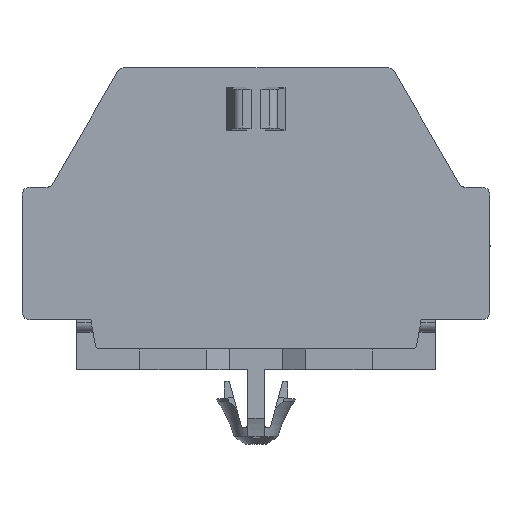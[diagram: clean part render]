
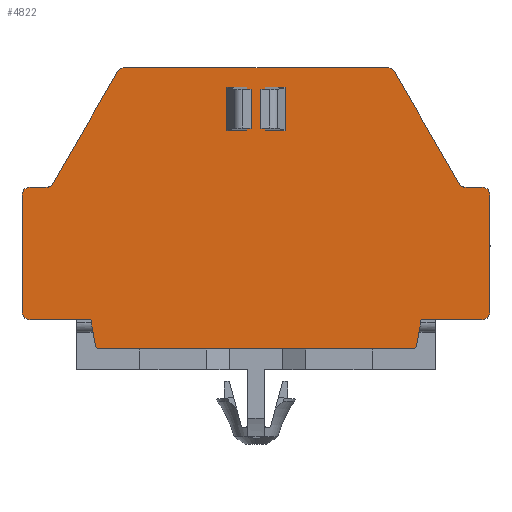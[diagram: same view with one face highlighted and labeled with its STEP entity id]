
A CAD part, top view. The second image highlights one B-rep face of the part: STEP entity #4822.
In plain terms, the highlighted planar face has unit normal (0, 0, 1).
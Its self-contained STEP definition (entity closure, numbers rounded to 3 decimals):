
#645=DIRECTION('',(-0.5,0.866,0.));
#646=VECTOR('',#645,7.852);
#647=CARTESIAN_POINT('',(12.27,11.15,6.));
#648=LINE('',#647,#646);
#665=DIRECTION('',(1.,0.,0.));
#666=VECTOR('',#665,1.2);
#667=CARTESIAN_POINT('',(-1.75,14.4,6.));
#668=LINE('',#667,#666);
#669=DIRECTION('',(-1.,0.,0.));
#670=VECTOR('',#669,1.2);
#671=CARTESIAN_POINT('',(-0.55,17.,6.));
#672=LINE('',#671,#670);
#673=DIRECTION('',(0.,1.,0.));
#674=VECTOR('',#673,2.6);
#675=CARTESIAN_POINT('',(-1.75,14.4,6.));
#676=LINE('',#675,#674);
#677=DIRECTION('',(-1.,0.,0.));
#678=VECTOR('',#677,1.2);
#679=CARTESIAN_POINT('',(1.75,17.,6.));
#680=LINE('',#679,#678);
#681=DIRECTION('',(0.,-1.,0.));
#682=VECTOR('',#681,2.6);
#683=CARTESIAN_POINT('',(0.55,17.,6.));
#684=LINE('',#683,#682);
#685=DIRECTION('',(1.,0.,0.));
#686=VECTOR('',#685,1.2);
#687=CARTESIAN_POINT('',(0.55,14.4,6.));
#688=LINE('',#687,#686);
#689=DIRECTION('',(0.,1.,0.));
#690=VECTOR('',#689,2.6);
#691=CARTESIAN_POINT('',(1.75,14.4,6.));
#692=LINE('',#691,#690);
#693=CARTESIAN_POINT('',(-9.39,1.55,6.));
#694=DIRECTION('',(0.,0.,1.));
#695=DIRECTION('',(-0.985,-0.174,0.));
#696=AXIS2_PLACEMENT_3D('',#693,#694,#695);
#698=DIRECTION('',(0.174,-0.985,0.));
#699=VECTOR('',#698,1.525);
#700=CARTESIAN_POINT('',(-9.95,3.,6.));
#701=LINE('',#700,#699);
#702=DIRECTION('',(1.,0.,0.));
#703=VECTOR('',#702,3.65);
#704=CARTESIAN_POINT('',(-13.6,3.,6.));
#705=LINE('',#704,#703);
#706=CARTESIAN_POINT('',(-13.6,3.5,6.));
#707=DIRECTION('',(0.,0.,1.));
#708=DIRECTION('',(-1.,0.,0.));
#709=AXIS2_PLACEMENT_3D('',#706,#707,#708);
#711=DIRECTION('',(0.,-1.,0.));
#712=VECTOR('',#711,7.);
#713=CARTESIAN_POINT('',(-14.1,10.5,6.));
#714=LINE('',#713,#712);
#715=CARTESIAN_POINT('',(-13.6,10.5,6.));
#716=DIRECTION('',(0.,0.,1.));
#717=DIRECTION('',(0.,1.,0.));
#718=AXIS2_PLACEMENT_3D('',#715,#716,#717);
#720=DIRECTION('',(-1.,0.,0.));
#721=VECTOR('',#720,1.07);
#722=CARTESIAN_POINT('',(-12.53,11.,6.));
#723=LINE('',#722,#721);
#724=CARTESIAN_POINT('',(-12.53,11.3,6.));
#725=DIRECTION('',(0.,0.,-1.));
#726=DIRECTION('',(0.866,-0.5,0.));
#727=AXIS2_PLACEMENT_3D('',#724,#725,#726);
#729=CARTESIAN_POINT('',(-7.911,17.7,6.));
#730=DIRECTION('',(0.,0.,1.));
#731=DIRECTION('',(0.,1.,0.));
#732=AXIS2_PLACEMENT_3D('',#729,#730,#731);
#734=DIRECTION('',(-1.,0.,0.));
#735=VECTOR('',#734,15.823);
#736=CARTESIAN_POINT('',(7.911,18.2,6.));
#737=LINE('',#736,#735);
#738=CARTESIAN_POINT('',(7.911,17.7,6.));
#739=DIRECTION('',(0.,0.,1.));
#740=DIRECTION('',(0.866,0.5,0.));
#741=AXIS2_PLACEMENT_3D('',#738,#739,#740);
#743=CARTESIAN_POINT('',(12.53,11.3,6.));
#744=DIRECTION('',(0.,0.,-1.));
#745=DIRECTION('',(0.,-1.,0.));
#746=AXIS2_PLACEMENT_3D('',#743,#744,#745);
#748=DIRECTION('',(-1.,0.,0.));
#749=VECTOR('',#748,1.07);
#750=CARTESIAN_POINT('',(13.6,11.,6.));
#751=LINE('',#750,#749);
#752=CARTESIAN_POINT('',(13.6,10.5,6.));
#753=DIRECTION('',(0.,0.,1.));
#754=DIRECTION('',(1.,0.,0.));
#755=AXIS2_PLACEMENT_3D('',#752,#753,#754);
#757=DIRECTION('',(0.,1.,0.));
#758=VECTOR('',#757,7.);
#759=CARTESIAN_POINT('',(14.1,3.5,6.));
#760=LINE('',#759,#758);
#761=CARTESIAN_POINT('',(13.6,3.5,6.));
#762=DIRECTION('',(0.,0.,1.));
#763=DIRECTION('',(0.,-1.,0.));
#764=AXIS2_PLACEMENT_3D('',#761,#762,#763);
#766=DIRECTION('',(1.,0.,0.));
#767=VECTOR('',#766,3.65);
#768=CARTESIAN_POINT('',(9.95,3.,6.));
#769=LINE('',#768,#767);
#770=DIRECTION('',(0.174,0.985,0.));
#771=VECTOR('',#770,1.525);
#772=CARTESIAN_POINT('',(9.685,1.498,6.));
#773=LINE('',#772,#771);
#774=CARTESIAN_POINT('',(9.39,1.55,6.));
#775=DIRECTION('',(0.,0.,1.));
#776=DIRECTION('',(0.,-1.,0.));
#777=AXIS2_PLACEMENT_3D('',#774,#775,#776);
#1051=DIRECTION('',(0.,-1.,0.));
#1052=VECTOR('',#1051,2.6);
#1053=CARTESIAN_POINT('',(-0.55,17.,6.));
#1054=LINE('',#1053,#1052);
#1071=DIRECTION('',(1.,0.,0.));
#1072=VECTOR('',#1071,18.779);
#1073=CARTESIAN_POINT('',(-9.39,1.25,6.));
#1074=LINE('',#1073,#1072);
#2727=DIRECTION('',(-0.5,-0.866,0.));
#2728=VECTOR('',#2727,7.852);
#2729=CARTESIAN_POINT('',(-8.344,17.95,6.));
#2730=LINE('',#2729,#2728);
#3069=CARTESIAN_POINT('',(9.39,1.25,6.));
#3070=CARTESIAN_POINT('',(9.685,1.498,6.));
#3071=VERTEX_POINT('',#3069);
#3072=VERTEX_POINT('',#3070);
#3073=CARTESIAN_POINT('',(9.95,3.,6.));
#3074=VERTEX_POINT('',#3073);
#3075=CARTESIAN_POINT('',(13.6,3.,6.));
#3076=VERTEX_POINT('',#3075);
#3077=CARTESIAN_POINT('',(14.1,3.5,6.));
#3078=VERTEX_POINT('',#3077);
#3079=CARTESIAN_POINT('',(14.1,10.5,6.));
#3080=VERTEX_POINT('',#3079);
#3081=CARTESIAN_POINT('',(13.6,11.,6.));
#3082=VERTEX_POINT('',#3081);
#3083=CARTESIAN_POINT('',(12.53,11.,6.));
#3084=VERTEX_POINT('',#3083);
#3085=CARTESIAN_POINT('',(12.27,11.15,6.));
#3086=VERTEX_POINT('',#3085);
#3087=CARTESIAN_POINT('',(8.344,17.95,6.));
#3088=CARTESIAN_POINT('',(7.911,18.2,6.));
#3089=VERTEX_POINT('',#3087);
#3090=VERTEX_POINT('',#3088);
#3091=CARTESIAN_POINT('',(-7.911,18.2,6.));
#3092=VERTEX_POINT('',#3091);
#3093=CARTESIAN_POINT('',(-8.344,17.95,6.));
#3094=VERTEX_POINT('',#3093);
#3095=CARTESIAN_POINT('',(-12.27,11.15,6.));
#3096=CARTESIAN_POINT('',(-12.53,11.,6.));
#3097=VERTEX_POINT('',#3095);
#3098=VERTEX_POINT('',#3096);
#3099=CARTESIAN_POINT('',(-13.6,11.,6.));
#3100=VERTEX_POINT('',#3099);
#3101=CARTESIAN_POINT('',(-14.1,10.5,6.));
#3102=VERTEX_POINT('',#3101);
#3103=CARTESIAN_POINT('',(-14.1,3.5,6.));
#3104=VERTEX_POINT('',#3103);
#3105=CARTESIAN_POINT('',(-13.6,3.,6.));
#3106=VERTEX_POINT('',#3105);
#3107=CARTESIAN_POINT('',(-9.95,3.,6.));
#3108=VERTEX_POINT('',#3107);
#3109=CARTESIAN_POINT('',(-9.685,1.498,6.));
#3110=VERTEX_POINT('',#3109);
#3111=CARTESIAN_POINT('',(-9.39,1.25,6.));
#3112=VERTEX_POINT('',#3111);
#3329=CARTESIAN_POINT('',(0.55,17.,6.));
#3330=CARTESIAN_POINT('',(0.55,14.4,6.));
#3331=VERTEX_POINT('',#3329);
#3332=VERTEX_POINT('',#3330);
#3333=CARTESIAN_POINT('',(-0.55,17.,6.));
#3334=CARTESIAN_POINT('',(-0.55,14.4,6.));
#3335=VERTEX_POINT('',#3333);
#3336=VERTEX_POINT('',#3334);
#3390=CARTESIAN_POINT('',(-1.75,14.4,6.));
#3391=CARTESIAN_POINT('',(-1.75,17.,6.));
#3392=VERTEX_POINT('',#3390);
#3393=VERTEX_POINT('',#3391);
#3394=CARTESIAN_POINT('',(1.75,14.4,6.));
#3395=CARTESIAN_POINT('',(1.75,17.,6.));
#3396=VERTEX_POINT('',#3394);
#3397=VERTEX_POINT('',#3395);
#4754=CARTESIAN_POINT('',(0.,0.,6.));
#4755=DIRECTION('',(0.,0.,1.));
#4756=DIRECTION('',(1.,0.,0.));
#4757=AXIS2_PLACEMENT_3D('',#4754,#4755,#4756);
#4758=PLANE('',#4757);
#4760=ORIENTED_EDGE('',*,*,#4759,.F.);
#4762=ORIENTED_EDGE('',*,*,#4761,.F.);
#4764=ORIENTED_EDGE('',*,*,#4763,.F.);
#4766=ORIENTED_EDGE('',*,*,#4765,.F.);
#4768=ORIENTED_EDGE('',*,*,#4767,.F.);
#4770=ORIENTED_EDGE('',*,*,#4769,.F.);
#4772=ORIENTED_EDGE('',*,*,#4771,.F.);
#4774=ORIENTED_EDGE('',*,*,#4773,.F.);
#4776=ORIENTED_EDGE('',*,*,#4775,.F.);
#4778=ORIENTED_EDGE('',*,*,#4777,.F.);
#4780=ORIENTED_EDGE('',*,*,#4779,.F.);
#4781=ORIENTED_EDGE('',*,*,#4674,.F.);
#4782=ORIENTED_EDGE('',*,*,#4726,.F.);
#4783=ORIENTED_EDGE('',*,*,#4737,.F.);
#4785=ORIENTED_EDGE('',*,*,#4784,.F.);
#4787=ORIENTED_EDGE('',*,*,#4786,.F.);
#4789=ORIENTED_EDGE('',*,*,#4788,.F.);
#4791=ORIENTED_EDGE('',*,*,#4790,.F.);
#4793=ORIENTED_EDGE('',*,*,#4792,.F.);
#4795=ORIENTED_EDGE('',*,*,#4794,.F.);
#4797=ORIENTED_EDGE('',*,*,#4796,.F.);
#4799=ORIENTED_EDGE('',*,*,#4798,.F.);
#4800=EDGE_LOOP('',(#4760,#4762,#4764,#4766,#4768,#4770,#4772,#4774,#4776,#4778,
#4780,#4781,#4782,#4783,#4785,#4787,#4789,#4791,#4793,#4795,#4797,#4799));
#4801=FACE_OUTER_BOUND('',#4800,.F.);
#4803=ORIENTED_EDGE('',*,*,#4802,.T.);
#4805=ORIENTED_EDGE('',*,*,#4804,.T.);
#4807=ORIENTED_EDGE('',*,*,#4806,.T.);
#4809=ORIENTED_EDGE('',*,*,#4808,.T.);
#4810=EDGE_LOOP('',(#4803,#4805,#4807,#4809));
#4811=FACE_BOUND('',#4810,.F.);
#4813=ORIENTED_EDGE('',*,*,#4812,.T.);
#4815=ORIENTED_EDGE('',*,*,#4814,.F.);
#4817=ORIENTED_EDGE('',*,*,#4816,.T.);
#4819=ORIENTED_EDGE('',*,*,#4818,.F.);
#4820=EDGE_LOOP('',(#4813,#4815,#4817,#4819));
#4821=FACE_BOUND('',#4820,.F.);
#697=CIRCLE('',#696,0.3);
#710=CIRCLE('',#709,0.5);
#719=CIRCLE('',#718,0.5);
#728=CIRCLE('',#727,0.3);
#733=CIRCLE('',#732,0.5);
#742=CIRCLE('',#741,0.5);
#747=CIRCLE('',#746,0.3);
#756=CIRCLE('',#755,0.5);
#765=CIRCLE('',#764,0.5);
#778=CIRCLE('',#777,0.3);
#4674=EDGE_CURVE('',#3090,#3092,#737,.T.);
#4726=EDGE_CURVE('',#3089,#3090,#742,.T.);
#4737=EDGE_CURVE('',#3086,#3089,#648,.T.);
#4759=EDGE_CURVE('',#3112,#3071,#1074,.T.);
#4761=EDGE_CURVE('',#3110,#3112,#697,.T.);
#4763=EDGE_CURVE('',#3108,#3110,#701,.T.);
#4765=EDGE_CURVE('',#3106,#3108,#705,.T.);
#4767=EDGE_CURVE('',#3104,#3106,#710,.T.);
#4769=EDGE_CURVE('',#3102,#3104,#714,.T.);
#4771=EDGE_CURVE('',#3100,#3102,#719,.T.);
#4773=EDGE_CURVE('',#3098,#3100,#723,.T.);
#4775=EDGE_CURVE('',#3097,#3098,#728,.T.);
#4777=EDGE_CURVE('',#3094,#3097,#2730,.T.);
#4779=EDGE_CURVE('',#3092,#3094,#733,.T.);
#4784=EDGE_CURVE('',#3084,#3086,#747,.T.);
#4786=EDGE_CURVE('',#3082,#3084,#751,.T.);
#4788=EDGE_CURVE('',#3080,#3082,#756,.T.);
#4790=EDGE_CURVE('',#3078,#3080,#760,.T.);
#4792=EDGE_CURVE('',#3076,#3078,#765,.T.);
#4794=EDGE_CURVE('',#3074,#3076,#769,.T.);
#4796=EDGE_CURVE('',#3072,#3074,#773,.T.);
#4798=EDGE_CURVE('',#3071,#3072,#778,.T.);
#4802=EDGE_CURVE('',#3397,#3331,#680,.T.);
#4804=EDGE_CURVE('',#3331,#3332,#684,.T.);
#4806=EDGE_CURVE('',#3332,#3396,#688,.T.);
#4808=EDGE_CURVE('',#3396,#3397,#692,.T.);
#4812=EDGE_CURVE('',#3392,#3336,#668,.T.);
#4814=EDGE_CURVE('',#3335,#3336,#1054,.T.);
#4816=EDGE_CURVE('',#3335,#3393,#672,.T.);
#4818=EDGE_CURVE('',#3392,#3393,#676,.T.);
#4822=ADVANCED_FACE('',(#4801,#4811,#4821),#4758,.T.);
